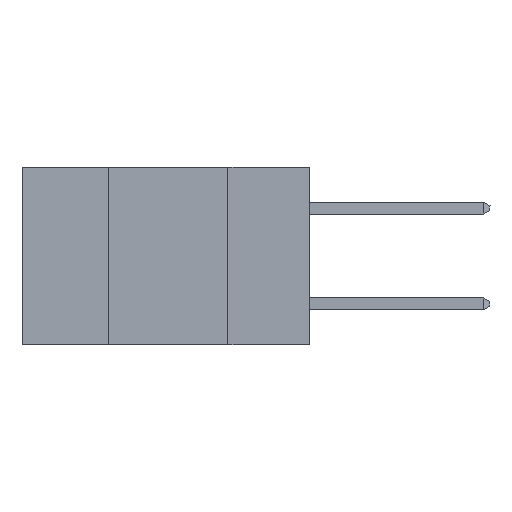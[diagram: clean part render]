
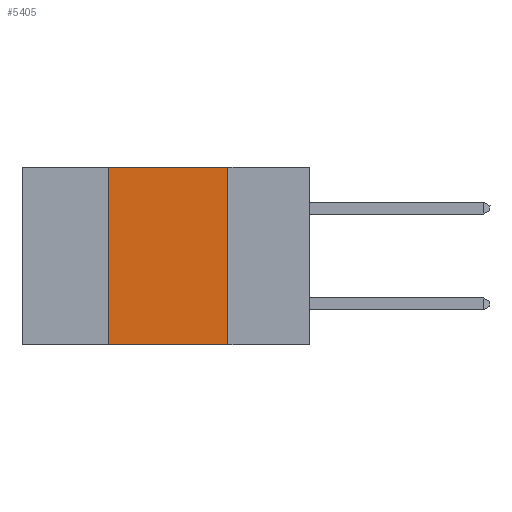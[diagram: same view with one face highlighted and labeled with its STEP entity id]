
A CAD part, left-side view. The second image highlights one B-rep face of the part: STEP entity #5405.
In plain terms, the highlighted planar face has unit normal (-1, 0, 0).
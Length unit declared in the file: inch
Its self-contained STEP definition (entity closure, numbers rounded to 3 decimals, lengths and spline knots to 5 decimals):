
#141 = CARTESIAN_POINT ( 'NONE',  ( 0., 0.17, -0.37 ) ) ;
#718 = DIRECTION ( 'NONE',  ( 0., 0., -1. ) ) ;
#1483 = LINE ( 'NONE', #7564, #11093 ) ;
#1625 = LINE ( 'NONE', #6895, #10849 ) ;
#2244 = VERTEX_POINT ( 'NONE', #141 ) ;
#3018 = VERTEX_POINT ( 'NONE', #14376 ) ;
#4022 = EDGE_CURVE ( 'NONE', #5634, #2244, #1483, .T. ) ;
#4274 = CARTESIAN_POINT ( 'NONE',  ( 0., 0.42, 0. ) ) ;
#5405 = ADVANCED_FACE ( 'NONE', ( #5647 ), #5817, .F. ) ;
#5593 = DIRECTION ( 'NONE',  ( 0., 0., -1. ) ) ;
#5634 = VERTEX_POINT ( 'NONE', #13534 ) ;
#5647 = FACE_OUTER_BOUND ( 'NONE', #9778, .T. ) ;
#5716 = LINE ( 'NONE', #4274, #15131 ) ;
#5817 = PLANE ( 'NONE',  #7869 ) ;
#5834 = VECTOR ( 'NONE', #9149, 39.37008 ) ;
#6068 = VERTEX_POINT ( 'NONE', #14559 ) ;
#6670 = ORIENTED_EDGE ( 'NONE', *, *, #11560, .F. ) ;
#6895 = CARTESIAN_POINT ( 'NONE',  ( 0., 0.17, 0. ) ) ;
#7564 = CARTESIAN_POINT ( 'NONE',  ( 0., 0.6, -0.37 ) ) ;
#7717 = ORIENTED_EDGE ( 'NONE', *, *, #4022, .T. ) ;
#7869 = AXIS2_PLACEMENT_3D ( 'NONE', #14407, #8368, #718 ) ;
#7948 = CARTESIAN_POINT ( 'NONE',  ( 0., 0.6, 0. ) ) ;
#8368 = DIRECTION ( 'NONE',  ( 1., 0., 0. ) ) ;
#9149 = DIRECTION ( 'NONE',  ( 0., -1., 0. ) ) ;
#9258 = ORIENTED_EDGE ( 'NONE', *, *, #14021, .F. ) ;
#9333 = DIRECTION ( 'NONE',  ( 0., 0., 1. ) ) ;
#9778 = EDGE_LOOP ( 'NONE', ( #9258, #12967, #6670, #7717 ) ) ;
#10283 = LINE ( 'NONE', #7948, #5834 ) ;
#10849 = VECTOR ( 'NONE', #5593, 39.37008 ) ;
#11093 = VECTOR ( 'NONE', #13655, 39.37008 ) ;
#11560 = EDGE_CURVE ( 'NONE', #5634, #3018, #5716, .T. ) ;
#12967 = ORIENTED_EDGE ( 'NONE', *, *, #13908, .F. ) ;
#13534 = CARTESIAN_POINT ( 'NONE',  ( 0., 0.42, -0.37 ) ) ;
#13655 = DIRECTION ( 'NONE',  ( 0., -1., 0. ) ) ;
#13908 = EDGE_CURVE ( 'NONE', #3018, #6068, #10283, .T. ) ;
#14021 = EDGE_CURVE ( 'NONE', #6068, #2244, #1625, .T. ) ;
#14376 = CARTESIAN_POINT ( 'NONE',  ( 0., 0.42, 0. ) ) ;
#14407 = CARTESIAN_POINT ( 'NONE',  ( 0., 0.6, 0. ) ) ;
#14559 = CARTESIAN_POINT ( 'NONE',  ( 0., 0.17, 0. ) ) ;
#15131 = VECTOR ( 'NONE', #9333, 39.37008 ) ;
